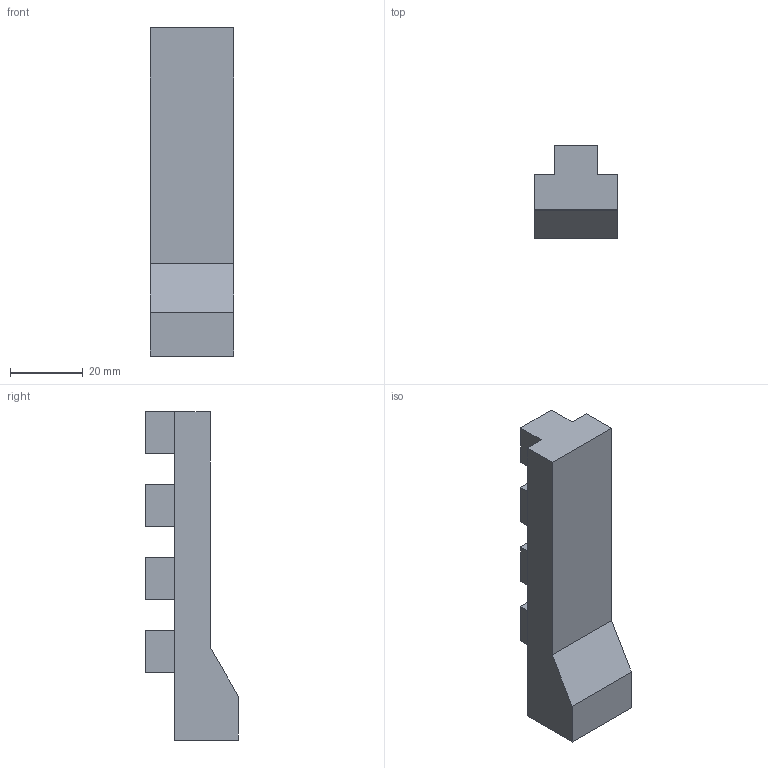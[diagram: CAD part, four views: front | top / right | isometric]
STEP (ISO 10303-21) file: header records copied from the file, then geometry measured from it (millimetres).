
FILE_DESCRIPTION(/* description */ (''),/* implementation_level */ '2;1');
FILE_NAME(/* name */ 'driver-cooler.step',/* time_stamp */ '2023-05-24T21:59:50-07:00',/* author */ (''),/* organization */ (''),/* preprocessor_version */ 'ST-DEVELOPER v19.2',/* originating_system */ 'Autodesk Translation Framework v12.4.0.73',/* authorisation */ '');
FILE_SCHEMA (('AUTOMOTIVE_DESIGN { 1 0 10303 214 3 1 1 }'));
Length unit declared in the file: millimetre
Products named in the file (1): Driver-cooler
Bounding box: 23 x 25.5 x 90 mm (x, y, z)
Volume: 7027.4 mm3; surface area: 14291.8 mm2
Topology: 1 solids, 1 shells, 49 faces, 132 edges, 88 vertices
Faces by surface type: plane 49
Entity records: 1555 total; most frequent: CARTESIAN_POINT 270, ORIENTED_EDGE 264, DIRECTION 232, LINE 132, VECTOR 132, EDGE_CURVE 132, VERTEX_POINT 88, EDGE_LOOP 60
